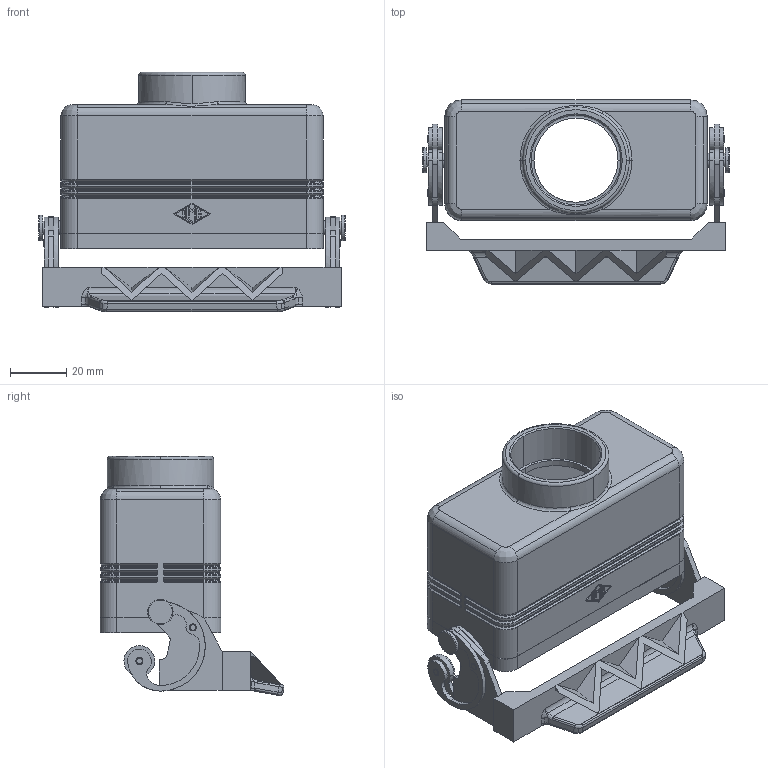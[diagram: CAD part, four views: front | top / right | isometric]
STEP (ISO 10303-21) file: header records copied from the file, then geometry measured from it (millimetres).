
FILE_DESCRIPTION((''),'2;1');
FILE_NAME('MMV 06 LG32.stp','2006-12-21T11:37:49',('gembarski'),(''),'Autodesk Inventor 7','Autodesk Inventor 7','');
FILE_SCHEMA(('AUTOMOTIVE_DESIGN { 1 0 10303 214 1 1 1 1 }'));
Length unit declared in the file: millimetre
Products named in the file (1): MMV 06 LG32
Bounding box: 109.5 x 65.64 x 85.37 mm (x, y, z)
Volume: 82163.7 mm3; surface area: 46473.3 mm2
Topology: 1 solids, 3 shells, 779 faces, 1953 edges, 1193 vertices
Faces by surface type: cylinder 283, bspline 254, plane 176, torus 50, cone 16
Entity records: 28164 total; most frequent: CARTESIAN_POINT 9720, DIRECTION 3958, ORIENTED_EDGE 3878, EDGE_CURVE 1939, AXIS2_PLACEMENT_3D 1515, VERTEX_POINT 1193, VECTOR 928, LINE 928
